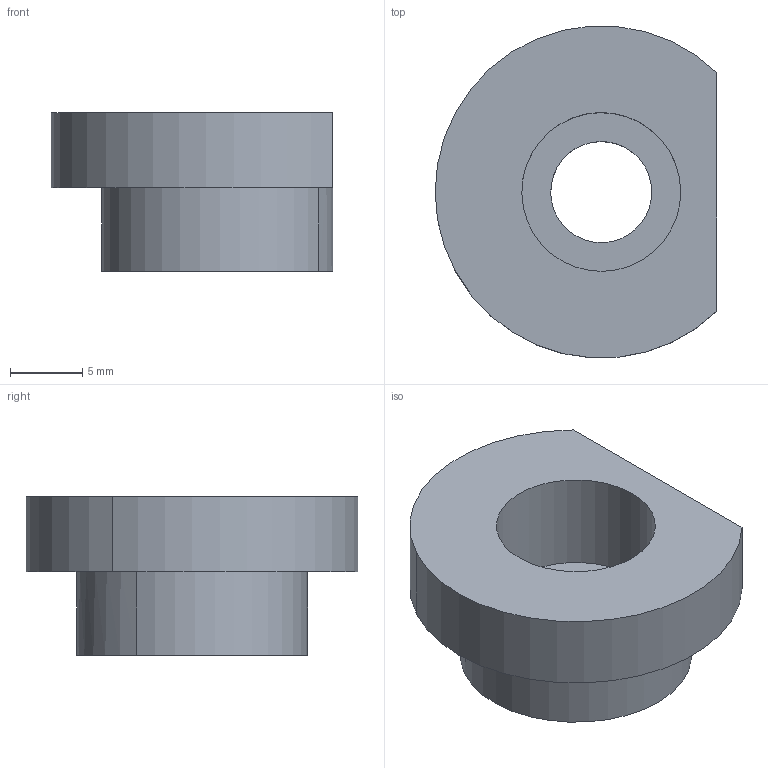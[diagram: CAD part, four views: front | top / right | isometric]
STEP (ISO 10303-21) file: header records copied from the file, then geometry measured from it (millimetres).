
FILE_DESCRIPTION(('CATIA V5 STEP Exchange'),'2;1');
FILE_NAME('RDRR300.stp','2017-03-17T20:50:54+00:00',('none'),('none'),'CATIA Version 5 Release 19 GA (IN-10)','CATIA V5 STEP AP203','none');
FILE_SCHEMA(('CONFIG_CONTROL_DESIGN'));
Length unit declared in the file: millimetre
Products named in the file (1): RDRR300
Bounding box: 19.5 x 22.95 x 11 mm (x, y, z)
Volume: 2300 mm3; surface area: 1661.4 mm2
Topology: 1 solids, 1 shells, 13 faces, 32 edges, 26 vertices
Faces by surface type: cylinder 8, plane 5
Entity records: 412 total; most frequent: CARTESIAN_POINT 68, ORIENTED_EDGE 58, DIRECTION 50, EDGE_CURVE 29, AXIS2_PLACEMENT_3D 27, VERTEX_POINT 19, CIRCLE 17, EDGE_LOOP 16
